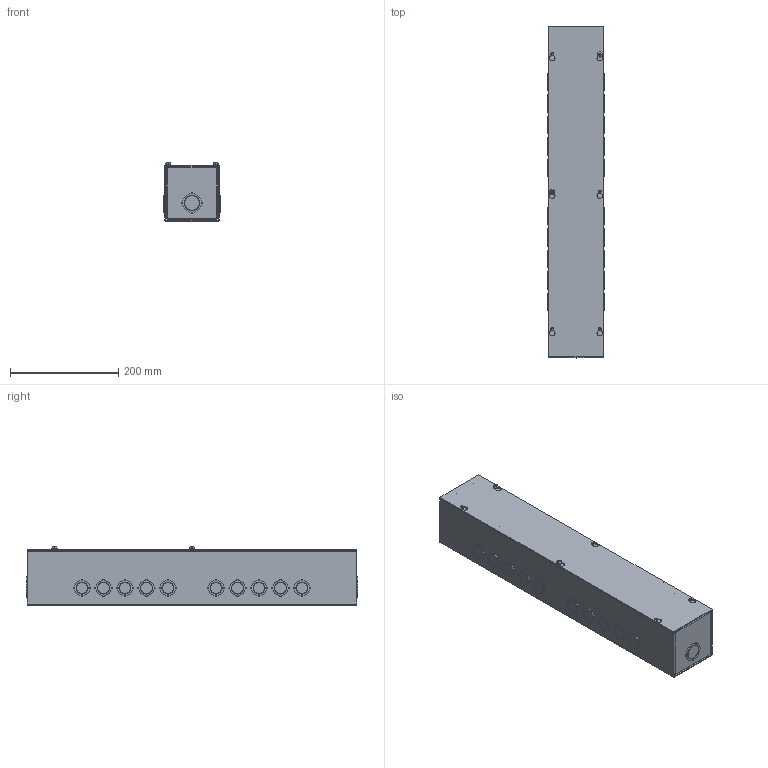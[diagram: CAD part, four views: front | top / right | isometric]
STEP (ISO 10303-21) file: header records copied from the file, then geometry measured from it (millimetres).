
FILE_DESCRIPTION (( 'STEP AP214' ), '1' );
FILE_NAME ('CGT2444.STEP', '2021-09-09T17:15:44', ( '' ), ( '' ), 'SwSTEP 2.0', 'SolidWorks 2021', '' );
FILE_SCHEMA (( 'AUTOMOTIVE_DESIGN' ));
Length unit declared in the file: inch
Products named in the file (1): CGT2444
Bounding box: 105.26 x 613.26 x 107.87 mm (x, y, z)
Volume: 474631.9 mm3; surface area: 590892.9 mm2
Topology: 6 solids, 6 shells, 1198 faces, 3394 edges, 2242 vertices
Faces by surface type: cylinder 602, plane 582, bspline 8, cone 6
Full cylindrical faces by diameter (mm): 4.318 x8, 4.826 x2, 7.214 x2, 7.925 x4, 9.525 x2, 12.497 x2, 12.7 x2
Entity records: 39777 total; most frequent: CARTESIAN_POINT 7535, DIRECTION 6934, ORIENTED_EDGE 6704, EDGE_CURVE 3352, AXIS2_PLACEMENT_3D 2409, VERTEX_POINT 2236, LINE 2116, VECTOR 2116
